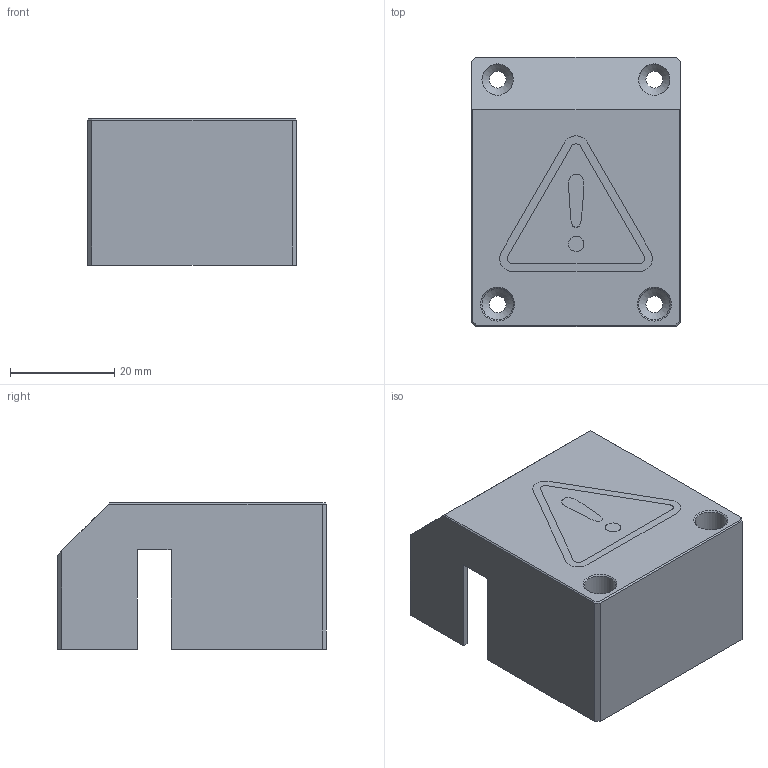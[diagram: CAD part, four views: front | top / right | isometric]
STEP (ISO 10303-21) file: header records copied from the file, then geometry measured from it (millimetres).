
FILE_DESCRIPTION(/* description */ (''),/* implementation_level */ '2;1');
FILE_NAME(/* name */ 'Tool-Changer Cover.step',/* time_stamp */ '2019-07-31T12:54:49+01:00',/* author */ (''),/* organization */ (''),/* preprocessor_version */ 'ST-DEVELOPER v18',/* originating_system */ 'Autodesk Translation Framework v8.2.0.1029',/* authorisation */ '');
FILE_SCHEMA (('AUTOMOTIVE_DESIGN { 1 0 10303 214 3 1 1 }'));
Length unit declared in the file: millimetre
Products named in the file (2): Tool-Changer Cover; Tool-Changer Cover_1
Assembly tree (1 placements, depth 2):
  Tool-Changer Cover
    Tool-Changer Cover_1
Bounding box: 40 x 51.5 x 28 mm (x, y, z)
Volume: 7711.5 mm3; surface area: 13788.3 mm2
Topology: 4 solids, 4 shells, 152 faces, 405 edges, 266 vertices
Faces by surface type: plane 75, bspline 36, cylinder 35, cone 6
Full cylindrical faces by diameter (mm): 3.2 x4, 6 x4
Entity records: 5140 total; most frequent: CARTESIAN_POINT 1439, ORIENTED_EDGE 810, DIRECTION 647, EDGE_CURVE 405, VERTEX_POINT 266, LINE 259, VECTOR 259, AXIS2_PLACEMENT_3D 194
